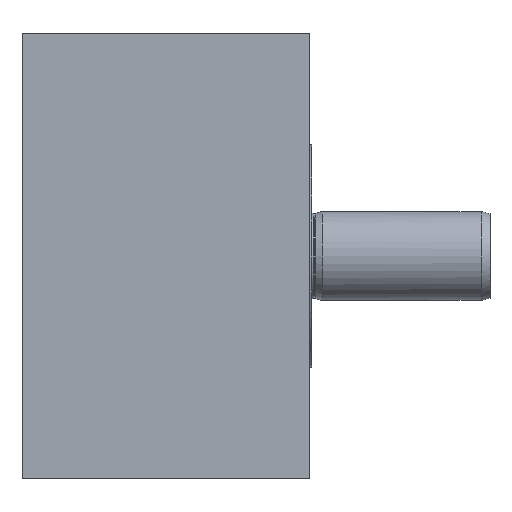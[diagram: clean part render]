
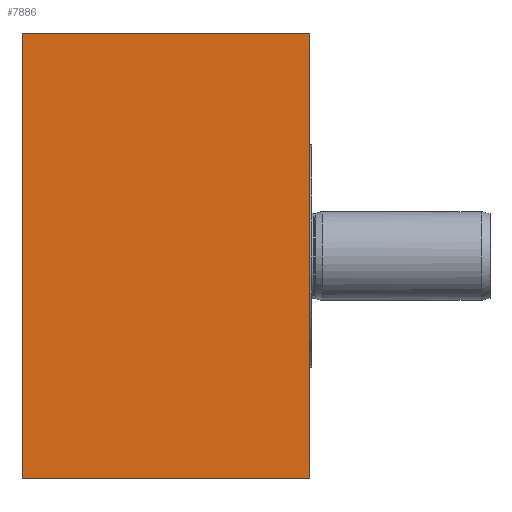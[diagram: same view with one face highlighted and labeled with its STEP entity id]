
A CAD part, left-side view. The second image highlights one B-rep face of the part: STEP entity #7886.
In plain terms, the highlighted planar face has unit normal (-1, 0, 0).
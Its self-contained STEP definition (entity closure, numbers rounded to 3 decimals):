
#351 = VECTOR ( 'NONE', #2708, 1000. ) ;
#1843 = VECTOR ( 'NONE', #10210, 1000. ) ;
#2122 = CARTESIAN_POINT ( 'NONE',  ( -30., 65., 50. ) ) ;
#2409 = CARTESIAN_POINT ( 'NONE',  ( -30., -139., 50. ) ) ;
#2708 = DIRECTION ( 'NONE',  ( 0., 0., -1. ) ) ;
#2816 = EDGE_CURVE ( 'NONE', #7394, #10486, #5146, .T. ) ;
#2927 = VECTOR ( 'NONE', #8457, 1000. ) ;
#3021 = EDGE_CURVE ( 'NONE', #10486, #7271, #4054, .T. ) ;
#3825 = ORIENTED_EDGE ( 'NONE', *, *, #4358, .T. ) ;
#4054 = LINE ( 'NONE', #7127, #8794 ) ;
#4358 = EDGE_CURVE ( 'NONE', #10421, #7271, #10267, .T. ) ;
#4500 = FACE_OUTER_BOUND ( 'NONE', #10916, .T. ) ;
#4568 = CARTESIAN_POINT ( 'NONE',  ( -30., 0.5, 50. ) ) ;
#4819 = CARTESIAN_POINT ( 'NONE',  ( -30., -139., 50. ) ) ;
#5095 = ORIENTED_EDGE ( 'NONE', *, *, #2816, .F. ) ;
#5126 = AXIS2_PLACEMENT_3D ( 'NONE', #4819, #5627, #11639 ) ;
#5146 = LINE ( 'NONE', #12413, #1843 ) ;
#5627 = DIRECTION ( 'NONE',  ( -1., 0., 0. ) ) ;
#7062 = DIRECTION ( 'NONE',  ( 0., 0., 1. ) ) ;
#7127 = CARTESIAN_POINT ( 'NONE',  ( -30., 65., 50. ) ) ;
#7271 = VERTEX_POINT ( 'NONE', #2122 ) ;
#7394 = VERTEX_POINT ( 'NONE', #9558 ) ;
#7872 = CARTESIAN_POINT ( 'NONE',  ( -30., 0.5, 0. ) ) ;
#7886 = ADVANCED_FACE ( 'NONE', ( #4500 ), #8545, .T. ) ;
#8457 = DIRECTION ( 'NONE',  ( 0., 1., 0. ) ) ;
#8545 = PLANE ( 'NONE',  #5126 ) ;
#8662 = ORIENTED_EDGE ( 'NONE', *, *, #10303, .F. ) ;
#8794 = VECTOR ( 'NONE', #7062, 1000. ) ;
#8811 = CARTESIAN_POINT ( 'NONE',  ( -30., 65., -50. ) ) ;
#9558 = CARTESIAN_POINT ( 'NONE',  ( -30., 0.5, -50. ) ) ;
#10210 = DIRECTION ( 'NONE',  ( 0., 1., 0. ) ) ;
#10267 = LINE ( 'NONE', #2409, #2927 ) ;
#10303 = EDGE_CURVE ( 'NONE', #10421, #7394, #10900, .T. ) ;
#10421 = VERTEX_POINT ( 'NONE', #4568 ) ;
#10486 = VERTEX_POINT ( 'NONE', #8811 ) ;
#10900 = LINE ( 'NONE', #7872, #351 ) ;
#10916 = EDGE_LOOP ( 'NONE', ( #3825, #11299, #5095, #8662 ) ) ;
#11299 = ORIENTED_EDGE ( 'NONE', *, *, #3021, .F. ) ;
#11639 = DIRECTION ( 'NONE',  ( 0., -1., 0. ) ) ;
#12413 = CARTESIAN_POINT ( 'NONE',  ( -30., -139., -50. ) ) ;
